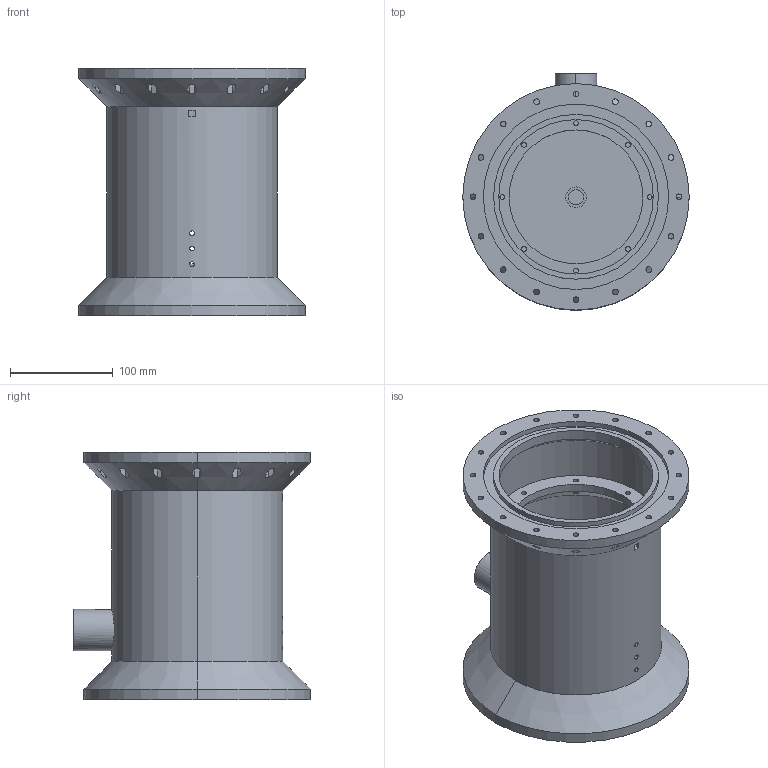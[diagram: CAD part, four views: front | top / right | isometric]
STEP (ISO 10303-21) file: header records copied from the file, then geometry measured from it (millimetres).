
FILE_DESCRIPTION (( 'STEP AP203' ), '1' );
FILE_NAME ('價釱.STEP', '2023-12-23T10:42:37', ( '' ), ( '' ), 'SwSTEP 2.0', 'SolidWorks 2023', '' );
FILE_SCHEMA (( 'CONFIG_CONTROL_DESIGN' ));
Length unit declared in the file: millimetre
Products named in the file (1): 基座
Bounding box: 220 x 230 x 240 mm (x, y, z)
Volume: 1489057.1 mm3; surface area: 368048.9 mm2
Topology: 1 solids, 1 shells, 213 faces, 556 edges, 364 vertices
Faces by surface type: plane 125, cylinder 76, cone 8, bspline 4
Entity records: 8276 total; most frequent: CARTESIAN_POINT 3003, ORIENTED_EDGE 1112, DIRECTION 968, EDGE_CURVE 556, VERTEX_POINT 364, AXIS2_PLACEMENT_3D 338, LINE 292, VECTOR 292
